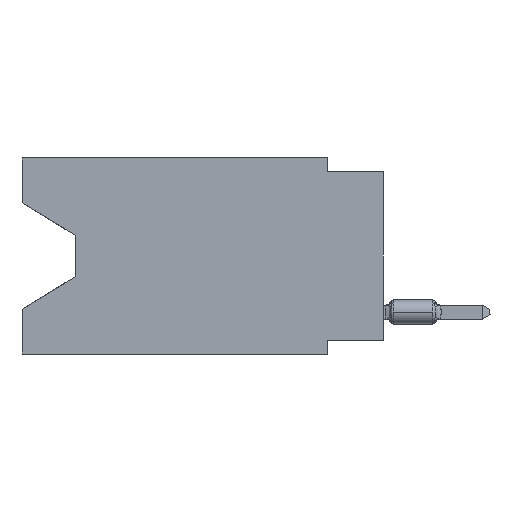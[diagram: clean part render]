
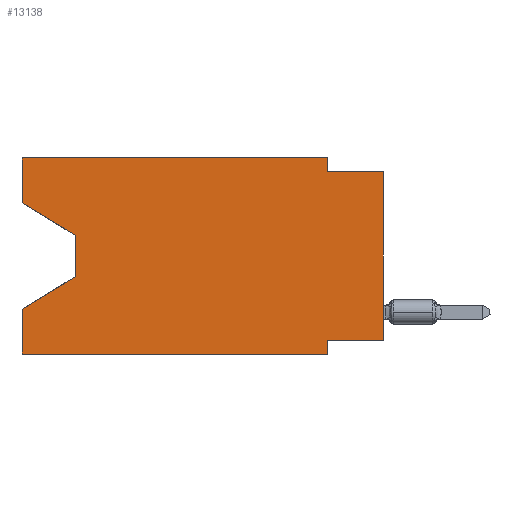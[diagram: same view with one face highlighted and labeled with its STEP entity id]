
A CAD part, left-side view. The second image highlights one B-rep face of the part: STEP entity #13138.
In plain terms, the highlighted planar face has unit normal (-1, 0, 0).
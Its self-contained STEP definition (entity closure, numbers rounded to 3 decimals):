
#864 = LINE ( 'NONE', #8118, #51458 ) ;
#2999 = CARTESIAN_POINT ( 'NONE',  ( 0., 13.97, -3.505 ) ) ;
#3234 = CARTESIAN_POINT ( 'NONE',  ( 0., 13.97, -5.385 ) ) ;
#3919 = VERTEX_POINT ( 'NONE', #35347 ) ;
#6108 = LINE ( 'NONE', #15021, #10780 ) ;
#6608 = ORIENTED_EDGE ( 'NONE', *, *, #25474, .F. ) ;
#6719 = FACE_OUTER_BOUND ( 'NONE', #60885, .T. ) ;
#6872 = CARTESIAN_POINT ( 'NONE',  ( 0., 0., 0. ) ) ;
#7929 = CARTESIAN_POINT ( 'NONE',  ( 0., 13.97, -3.505 ) ) ;
#8118 = CARTESIAN_POINT ( 'NONE',  ( 0., 16.383, -8.89 ) ) ;
#9734 = VERTEX_POINT ( 'NONE', #47249 ) ;
#10780 = VECTOR ( 'NONE', #49040, 1000. ) ;
#11632 = DIRECTION ( 'NONE',  ( 0., -0.855, -0.519 ) ) ;
#12998 = ORIENTED_EDGE ( 'NONE', *, *, #33213, .T. ) ;
#13138 = ADVANCED_FACE ( 'NONE', ( #6719 ), #15634, .F. ) ;
#13308 = LINE ( 'NONE', #57361, #77311 ) ;
#15021 = CARTESIAN_POINT ( 'NONE',  ( 0., 13.97, -5.385 ) ) ;
#15233 = DIRECTION ( 'NONE',  ( 0., 0., 1. ) ) ;
#15634 = PLANE ( 'NONE',  #49580 ) ;
#18031 = ORIENTED_EDGE ( 'NONE', *, *, #21915, .T. ) ;
#18361 = LINE ( 'NONE', #52914, #24550 ) ;
#19551 = EDGE_CURVE ( 'NONE', #38729, #3919, #864, .T. ) ;
#20012 = CARTESIAN_POINT ( 'NONE',  ( 0., 16.383, -2.038 ) ) ;
#21294 = EDGE_CURVE ( 'NONE', #26161, #3919, #96639, .T. ) ;
#21915 = EDGE_CURVE ( 'NONE', #48631, #64452, #6108, .T. ) ;
#23472 = DIRECTION ( 'NONE',  ( 0., 0., -1. ) ) ;
#24550 = VECTOR ( 'NONE', #78018, 1000. ) ;
#25474 = EDGE_CURVE ( 'NONE', #51435, #26491, #18361, .T. ) ;
#26161 = VERTEX_POINT ( 'NONE', #87536 ) ;
#26491 = VERTEX_POINT ( 'NONE', #43354 ) ;
#26739 = VERTEX_POINT ( 'NONE', #106863 ) ;
#28087 = CARTESIAN_POINT ( 'NONE',  ( 0., 2.54, -0.635 ) ) ;
#30601 = DIRECTION ( 'NONE',  ( 0., -1., 0. ) ) ;
#31832 = CARTESIAN_POINT ( 'NONE',  ( 0., 0., -8.255 ) ) ;
#33213 = EDGE_CURVE ( 'NONE', #110235, #26739, #42948, .T. ) ;
#33816 = CARTESIAN_POINT ( 'NONE',  ( 0., 0., -0.635 ) ) ;
#34858 = DIRECTION ( 'NONE',  ( 0., -1., 0. ) ) ;
#35316 = VECTOR ( 'NONE', #15233, 1000. ) ;
#35347 = CARTESIAN_POINT ( 'NONE',  ( 0., 2.54, -8.89 ) ) ;
#38521 = CARTESIAN_POINT ( 'NONE',  ( 0., 16.383, -8.89 ) ) ;
#38729 = VERTEX_POINT ( 'NONE', #38521 ) ;
#42948 = LINE ( 'NONE', #6872, #35316 ) ;
#43354 = CARTESIAN_POINT ( 'NONE',  ( 0., 16.383, 0. ) ) ;
#44244 = ORIENTED_EDGE ( 'NONE', *, *, #82651, .T. ) ;
#46975 = DIRECTION ( 'NONE',  ( 0., 0., -1. ) ) ;
#47044 = LINE ( 'NONE', #2999, #91485 ) ;
#47249 = CARTESIAN_POINT ( 'NONE',  ( 0., 2.54, 0. ) ) ;
#48631 = VERTEX_POINT ( 'NONE', #3234 ) ;
#49040 = DIRECTION ( 'NONE',  ( 0., 0.855, -0.519 ) ) ;
#49580 = AXIS2_PLACEMENT_3D ( 'NONE', #100405, #49669, #23472 ) ;
#49669 = DIRECTION ( 'NONE',  ( 1., 0., 0. ) ) ;
#51435 = VERTEX_POINT ( 'NONE', #66429 ) ;
#51458 = VECTOR ( 'NONE', #34858, 1000. ) ;
#52605 = CARTESIAN_POINT ( 'NONE',  ( 0., 2.54, -8.89 ) ) ;
#52914 = CARTESIAN_POINT ( 'NONE',  ( 0., 16.383, 0. ) ) ;
#57333 = ORIENTED_EDGE ( 'NONE', *, *, #87778, .F. ) ;
#57361 = CARTESIAN_POINT ( 'NONE',  ( 0., 16.383, 0. ) ) ;
#59249 = VECTOR ( 'NONE', #65867, 1000. ) ;
#60885 = EDGE_LOOP ( 'NONE', ( #44244, #76192, #18031, #57333, #99278, #75926, #94620, #12998, #89856, #69349, #83669, #6608 ) ) ;
#61903 = DIRECTION ( 'NONE',  ( 0., 0., 1. ) ) ;
#62914 = VECTOR ( 'NONE', #11632, 1000. ) ;
#64375 = EDGE_CURVE ( 'NONE', #95454, #26739, #69485, .T. ) ;
#64452 = VERTEX_POINT ( 'NONE', #78399 ) ;
#65867 = DIRECTION ( 'NONE',  ( 0., 1., 0. ) ) ;
#66429 = CARTESIAN_POINT ( 'NONE',  ( 0., 16.383, -2.038 ) ) ;
#69349 = ORIENTED_EDGE ( 'NONE', *, *, #69704, .F. ) ;
#69485 = LINE ( 'NONE', #33816, #91338 ) ;
#69704 = EDGE_CURVE ( 'NONE', #9734, #95454, #74257, .T. ) ;
#71051 = DIRECTION ( 'NONE',  ( 0., 0., -1. ) ) ;
#74257 = LINE ( 'NONE', #82642, #86772 ) ;
#75926 = ORIENTED_EDGE ( 'NONE', *, *, #21294, .F. ) ;
#76184 = DIRECTION ( 'NONE',  ( 0., -1., 0. ) ) ;
#76192 = ORIENTED_EDGE ( 'NONE', *, *, #83059, .T. ) ;
#77311 = VECTOR ( 'NONE', #30601, 1000. ) ;
#78018 = DIRECTION ( 'NONE',  ( 0., 0., 1. ) ) ;
#78399 = CARTESIAN_POINT ( 'NONE',  ( 0., 16.383, -6.852 ) ) ;
#78814 = DIRECTION ( 'NONE',  ( 0., 0., -1. ) ) ;
#80297 = CARTESIAN_POINT ( 'NONE',  ( 0., 16.383, 0. ) ) ;
#82642 = CARTESIAN_POINT ( 'NONE',  ( 0., 2.54, 0. ) ) ;
#82651 = EDGE_CURVE ( 'NONE', #51435, #95770, #87511, .T. ) ;
#83059 = EDGE_CURVE ( 'NONE', #95770, #48631, #47044, .T. ) ;
#83669 = ORIENTED_EDGE ( 'NONE', *, *, #83994, .F. ) ;
#83994 = EDGE_CURVE ( 'NONE', #26491, #9734, #13308, .T. ) ;
#86772 = VECTOR ( 'NONE', #46975, 1000. ) ;
#87511 = LINE ( 'NONE', #20012, #62914 ) ;
#87536 = CARTESIAN_POINT ( 'NONE',  ( 0., 2.54, -8.255 ) ) ;
#87778 = EDGE_CURVE ( 'NONE', #38729, #64452, #88641, .T. ) ;
#88641 = LINE ( 'NONE', #80297, #97260 ) ;
#89842 = CARTESIAN_POINT ( 'NONE',  ( 0., 0., -8.255 ) ) ;
#89856 = ORIENTED_EDGE ( 'NONE', *, *, #64375, .F. ) ;
#91338 = VECTOR ( 'NONE', #76184, 1000. ) ;
#91485 = VECTOR ( 'NONE', #71051, 1000. ) ;
#94620 = ORIENTED_EDGE ( 'NONE', *, *, #107279, .F. ) ;
#95454 = VERTEX_POINT ( 'NONE', #28087 ) ;
#95770 = VERTEX_POINT ( 'NONE', #7929 ) ;
#96639 = LINE ( 'NONE', #52605, #105011 ) ;
#97260 = VECTOR ( 'NONE', #61903, 1000. ) ;
#99278 = ORIENTED_EDGE ( 'NONE', *, *, #19551, .T. ) ;
#100405 = CARTESIAN_POINT ( 'NONE',  ( 0., 16.383, 0. ) ) ;
#105011 = VECTOR ( 'NONE', #78814, 1000. ) ;
#106863 = CARTESIAN_POINT ( 'NONE',  ( 0., 0., -0.635 ) ) ;
#107279 = EDGE_CURVE ( 'NONE', #110235, #26161, #108211, .T. ) ;
#108211 = LINE ( 'NONE', #31832, #59249 ) ;
#110235 = VERTEX_POINT ( 'NONE', #89842 ) ;
